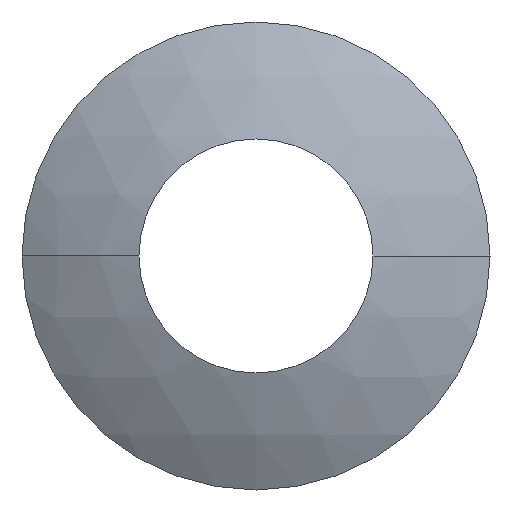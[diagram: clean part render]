
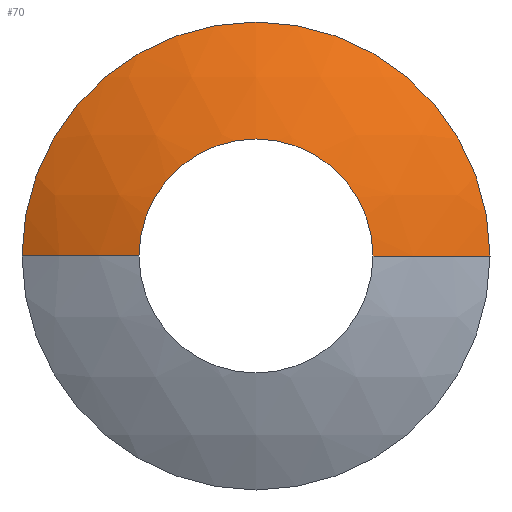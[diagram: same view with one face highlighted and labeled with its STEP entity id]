
A CAD part, front view. The second image highlights one B-rep face of the part: STEP entity #70.
In plain terms, the highlighted spherical face has radius 16 mm.
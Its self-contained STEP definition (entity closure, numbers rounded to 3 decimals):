
#13 = VERTEX_POINT ( 'NONE', #118 ) ;
#23 = EDGE_LOOP ( 'NONE', ( #72, #75, #78, #77, #94, #97 ) ) ;
#62 = EDGE_CURVE ( 'NONE', #82, #74, #145, .T. ) ;
#67 = EDGE_CURVE ( 'NONE', #68, #82, #169, .T. ) ;
#68 = VERTEX_POINT ( 'NONE', #194 ) ;
#69 = VERTEX_POINT ( 'NONE', #152 ) ;
#70 = ADVANCED_FACE ( 'NONE', ( #174 ), #279, .T. ) ;
#72 = ORIENTED_EDGE ( 'NONE', *, *, #67, .T. ) ;
#73 = VERTEX_POINT ( 'NONE', #175 ) ;
#74 = VERTEX_POINT ( 'NONE', #172 ) ;
#75 = ORIENTED_EDGE ( 'NONE', *, *, #62, .T. ) ;
#76 = EDGE_CURVE ( 'NONE', #13, #74, #173, .T. ) ;
#77 = ORIENTED_EDGE ( 'NONE', *, *, #91, .F. ) ;
#78 = ORIENTED_EDGE ( 'NONE', *, *, #76, .F. ) ;
#82 = VERTEX_POINT ( 'NONE', #155 ) ;
#91 = EDGE_CURVE ( 'NONE', #69, #13, #276, .T. ) ;
#93 = EDGE_CURVE ( 'NONE', #73, #69, #266, .T. ) ;
#94 = ORIENTED_EDGE ( 'NONE', *, *, #93, .F. ) ;
#95 = EDGE_CURVE ( 'NONE', #73, #68, #260, .T. ) ;
#97 = ORIENTED_EDGE ( 'NONE', *, *, #95, .T. ) ;
#118 = CARTESIAN_POINT ( 'NONE',  ( 0., 0.5, 4. ) ) ;
#132 = DIRECTION ( 'NONE',  ( 1., 0., 0. ) ) ;
#134 = AXIS2_PLACEMENT_3D ( 'NONE', #282, #281, #280 ) ;
#145 = CIRCLE ( 'NONE', #134, 16. ) ;
#152 = CARTESIAN_POINT ( 'NONE',  ( 4., 0.5, 0. ) ) ;
#155 = CARTESIAN_POINT ( 'NONE',  ( -8., 2.136, 0. ) ) ;
#166 = DIRECTION ( 'NONE',  ( 0., 0., -1. ) ) ;
#167 = DIRECTION ( 'NONE',  ( 0., -1., 0. ) ) ;
#168 = CARTESIAN_POINT ( 'NONE',  ( 0., 2.136, 0. ) ) ;
#169 = CIRCLE ( 'NONE', #278, 8. ) ;
#170 = AXIS2_PLACEMENT_3D ( 'NONE', #242, #284, #132 ) ;
#172 = CARTESIAN_POINT ( 'NONE',  ( -4., 0.5, 0. ) ) ;
#173 = CIRCLE ( 'NONE', #257, 4. ) ;
#174 = FACE_OUTER_BOUND ( 'NONE', #23, .T. ) ;
#175 = CARTESIAN_POINT ( 'NONE',  ( 8., 2.136, 0. ) ) ;
#194 = CARTESIAN_POINT ( 'NONE',  ( 0., 2.136, 8. ) ) ;
#208 = DIRECTION ( 'NONE',  ( 0., 0., -1. ) ) ;
#209 = DIRECTION ( 'NONE',  ( 0., -1., 0. ) ) ;
#210 = CARTESIAN_POINT ( 'NONE',  ( 0., 2.136, 0. ) ) ;
#211 = AXIS2_PLACEMENT_3D ( 'NONE', #265, #264, #263 ) ;
#215 = AXIS2_PLACEMENT_3D ( 'NONE', #272, #271, #270 ) ;
#242 = CARTESIAN_POINT ( 'NONE',  ( 0., 15.992, 0. ) ) ;
#254 = DIRECTION ( 'NONE',  ( 0., 0., -1. ) ) ;
#255 = DIRECTION ( 'NONE',  ( 0., -1., 0. ) ) ;
#256 = CARTESIAN_POINT ( 'NONE',  ( 0., 0.5, 0. ) ) ;
#257 = AXIS2_PLACEMENT_3D ( 'NONE', #256, #255, #254 ) ;
#259 = AXIS2_PLACEMENT_3D ( 'NONE', #210, #209, #208 ) ;
#260 = CIRCLE ( 'NONE', #259, 8. ) ;
#263 = DIRECTION ( 'NONE',  ( -1., 0., 0. ) ) ;
#264 = DIRECTION ( 'NONE',  ( 0., 0., -1. ) ) ;
#265 = CARTESIAN_POINT ( 'NONE',  ( 0., 15.992, 0. ) ) ;
#266 = CIRCLE ( 'NONE', #211, 16. ) ;
#270 = DIRECTION ( 'NONE',  ( 0., 0., -1. ) ) ;
#271 = DIRECTION ( 'NONE',  ( 0., -1., 0. ) ) ;
#272 = CARTESIAN_POINT ( 'NONE',  ( 0., 0.5, 0. ) ) ;
#276 = CIRCLE ( 'NONE', #215, 4. ) ;
#278 = AXIS2_PLACEMENT_3D ( 'NONE', #168, #167, #166 ) ;
#279 = SPHERICAL_SURFACE ( 'NONE', #170, 16. ) ;
#280 = DIRECTION ( 'NONE',  ( 1., 0., 0. ) ) ;
#281 = DIRECTION ( 'NONE',  ( 0., 0., 1. ) ) ;
#282 = CARTESIAN_POINT ( 'NONE',  ( 0., 15.992, 0. ) ) ;
#284 = DIRECTION ( 'NONE',  ( 0., 0., 1. ) ) ;
